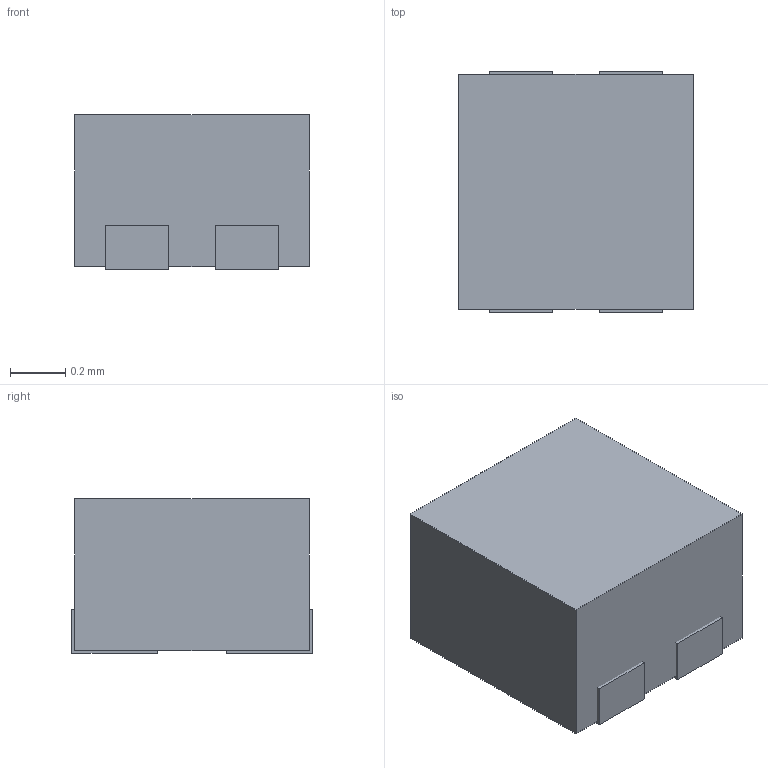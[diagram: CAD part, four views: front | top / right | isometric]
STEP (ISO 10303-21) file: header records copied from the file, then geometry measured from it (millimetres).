
FILE_DESCRIPTION(/* description */ (''),/* implementation_level */ '2;1');
FILE_NAME(/* name */ 'TMLF085085D-4LD-9.step',/* time_stamp */ '2017-04-30T11:31:08-07:00',/* author */ (''),/* organization */ (''),/* preprocessor_version */ 'ST-DEVELOPER v16.13',/* originating_system */ 'Autodesk Translation Framework v6.1.1.50',/* authorisation */ '');
FILE_SCHEMA (('AUTOMOTIVE_DESIGN { 1 0 10303 214 3 1 1 }'));
Length unit declared in the file: millimetre
Products named in the file (1): TMLF085085D-4LD-9 v3
Bounding box: 0.85 x 0.87 x 0.56 mm (x, y, z)
Volume: 0.4 mm3; surface area: 4.6 mm2
Topology: 5 solids, 5 shells, 31 faces, 63 edges, 42 vertices
Faces by surface type: plane 31
Entity records: 829 total; most frequent: CARTESIAN_POINT 137, DIRECTION 127, ORIENTED_EDGE 126, LINE 63, VECTOR 63, EDGE_CURVE 63, VERTEX_POINT 42, AXIS2_PLACEMENT_3D 32
